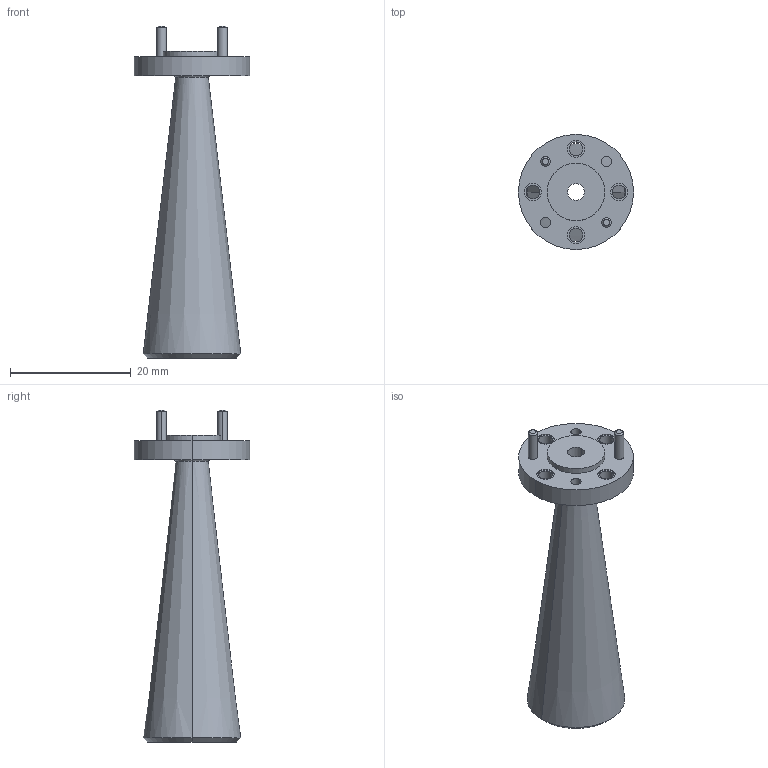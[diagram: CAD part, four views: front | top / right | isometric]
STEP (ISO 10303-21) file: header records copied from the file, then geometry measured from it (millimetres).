
FILE_DESCRIPTION (( 'STEP AP214' ), '1' );
FILE_NAME ('PEWAN1055-FMWAN1055.step', '2021-05-25T15:53:47', ( '' ), ( '' ), 'SwSTEP 2.0', 'SolidWorks 2020', '' );
FILE_SCHEMA (( 'AUTOMOTIVE_DESIGN' ));
Length unit declared in the file: inch
Products named in the file (1): PEWAN1055-FMWAN1055
Bounding box: 19.05 x 19.05 x 54.94 mm (x, y, z)
Volume: 2900.3 mm3; surface area: 3726.8 mm2
Topology: 1 solids, 1 shells, 66 faces, 144 edges, 92 vertices
Faces by surface type: cylinder 38, plane 14, cone 10, torus 4
Entity records: 1968 total; most frequent: DIRECTION 374, CARTESIAN_POINT 303, ORIENTED_EDGE 288, AXIS2_PLACEMENT_3D 163, EDGE_CURVE 144, CIRCLE 96, EDGE_LOOP 92, VERTEX_POINT 92
